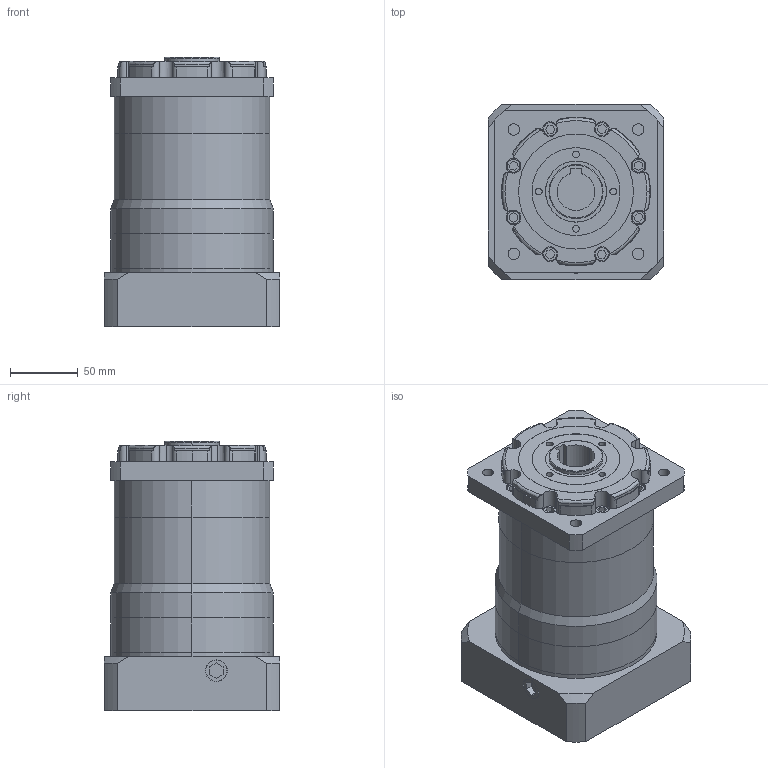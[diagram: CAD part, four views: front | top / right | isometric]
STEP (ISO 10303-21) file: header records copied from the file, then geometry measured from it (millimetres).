
FILE_DESCRIPTION (( 'STEP AP214' ), '1' );
FILE_NAME ('VGK115双级模型（24-55 110-5 4-9-145）.STEP', '2019-01-10T07:43:35', ( 'Windows' ), ( 'Microsoft' ), 'SwSTEP 2.0', 'SolidWorks 2016', '' );
FILE_SCHEMA (( 'AUTOMOTIVE_DESIGN' ));
Length unit declared in the file: millimetre
Products named in the file (1): VGK115双级模型（24-55 110-5 4-9-145）
Bounding box: 130 x 130 x 199 mm (x, y, z)
Volume: 2037967.2 mm3; surface area: 223005.6 mm2
Topology: 4 solids, 4 shells, 372 faces, 936 edges, 615 vertices
Faces by surface type: plane 176, cylinder 167, torus 15, cone 14
Entity records: 11758 total; most frequent: CARTESIAN_POINT 2378, DIRECTION 2026, ORIENTED_EDGE 1856, EDGE_CURVE 928, AXIS2_PLACEMENT_3D 763, VERTEX_POINT 615, LINE 500, VECTOR 500
